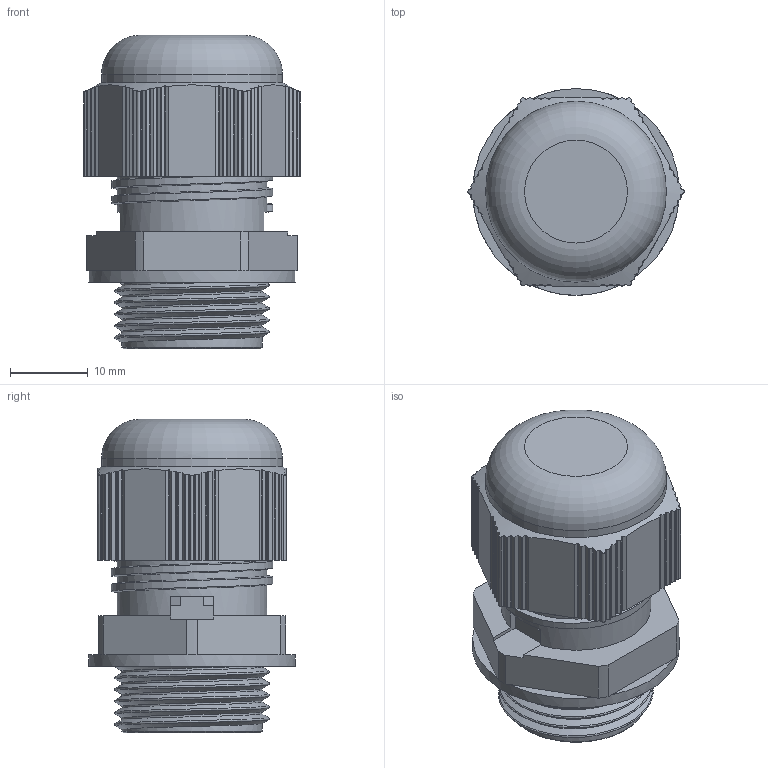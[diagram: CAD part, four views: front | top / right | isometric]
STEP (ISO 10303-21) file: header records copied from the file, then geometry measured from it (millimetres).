
FILE_DESCRIPTION(/* description */ (''),/* implementation_level */ '2;1');
FILE_NAME(/* name */ 'PG 13-M20 HAVALANDIRMA RAKORU_Shrinkwrap_1.stp',/* time_stamp */ '2013-12-05T13:54:07+02:00',/* author */ ('oktay'),/* organization */ (''),/* preprocessor_version */ 'ST-DEVELOPER v15.2',/* originating_system */ 'Autodesk Inventor 2014',/* authorisation */ '');
FILE_SCHEMA (('CONFIG_CONTROL_DESIGN'));
Length unit declared in the file: millimetre
Products named in the file (1): PG 13-M20 HAVALANDIRMA RAKORU_Shrinkwrap_1
Bounding box: 27.73 x 26.5 x 40.2 mm (x, y, z)
Volume: 15836.9 mm3; surface area: 5284 mm2
Topology: 1 solids, 1 shells, 288 faces, 836 edges, 548 vertices
Faces by surface type: plane 140, cylinder 127, cone 14, bspline 5, torus 2
Full cylindrical faces by diameter (mm): 18 x5, 23.2 x1, 26.5 x1
Entity records: 12286 total; most frequent: CARTESIAN_POINT 4942, ORIENTED_EDGE 1616, DIRECTION 1322, EDGE_CURVE 808, VERTEX_POINT 535, AXIS2_PLACEMENT_3D 453, LINE 416, VECTOR 416
